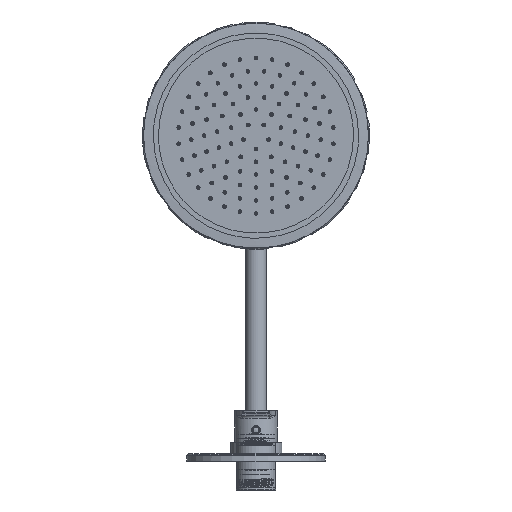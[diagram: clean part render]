
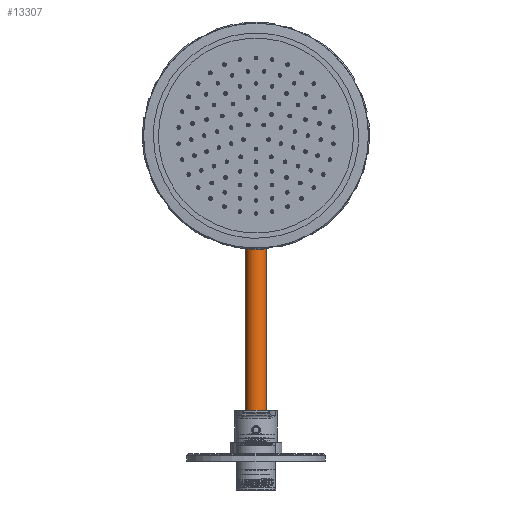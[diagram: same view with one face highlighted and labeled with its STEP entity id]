
A CAD part, front view. The second image highlights one B-rep face of the part: STEP entity #13307.
In plain terms, the highlighted cylindrical face has radius 11 mm (diameter 22 mm), a full revolution.
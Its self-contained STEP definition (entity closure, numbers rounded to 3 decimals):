
#1052 = CARTESIAN_POINT ( 'NONE',  ( -11., 1091., 50. ) ) ;
#1166 = EDGE_LOOP ( 'NONE', ( #6296 ) ) ;
#3140 = EDGE_CURVE ( 'NONE', #13405, #13405, #16305, .T. ) ;
#5098 = CARTESIAN_POINT ( 'NONE',  ( 11., 1091., 333.5 ) ) ;
#5940 = CARTESIAN_POINT ( 'NONE',  ( 0., 1091., 50. ) ) ;
#6296 = ORIENTED_EDGE ( 'NONE', *, *, #18109, .F. ) ;
#6783 = CIRCLE ( 'NONE', #15987, 11. ) ;
#8515 = DIRECTION ( 'NONE',  ( -1., 0., 0. ) ) ;
#8556 = ORIENTED_EDGE ( 'NONE', *, *, #3140, .F. ) ;
#8700 = DIRECTION ( 'NONE',  ( 0., 0., -1. ) ) ;
#8802 = DIRECTION ( 'NONE',  ( -1., 0., 0. ) ) ;
#9176 = AXIS2_PLACEMENT_3D ( 'NONE', #10192, #13049, #8802 ) ;
#10192 = CARTESIAN_POINT ( 'NONE',  ( 0., 1091., 333.5 ) ) ;
#10204 = FACE_OUTER_BOUND ( 'NONE', #1166, .T. ) ;
#10936 = EDGE_LOOP ( 'NONE', ( #8556 ) ) ;
#11529 = CYLINDRICAL_SURFACE ( 'NONE', #9176, 11. ) ;
#12499 = CARTESIAN_POINT ( 'NONE',  ( 0., 1091., 333.5 ) ) ;
#13049 = DIRECTION ( 'NONE',  ( 0., 0., -1. ) ) ;
#13299 = AXIS2_PLACEMENT_3D ( 'NONE', #12499, #15556, #15609 ) ;
#13307 = ADVANCED_FACE ( 'NONE', ( #10204, #15335 ), #11529, .T. ) ;
#13405 = VERTEX_POINT ( 'NONE', #5098 ) ;
#15335 = FACE_OUTER_BOUND ( 'NONE', #10936, .T. ) ;
#15556 = DIRECTION ( 'NONE',  ( 0., 0., 1. ) ) ;
#15609 = DIRECTION ( 'NONE',  ( 1., 0., 0. ) ) ;
#15987 = AXIS2_PLACEMENT_3D ( 'NONE', #5940, #8700, #8515 ) ;
#16305 = CIRCLE ( 'NONE', #13299, 11. ) ;
#16390 = VERTEX_POINT ( 'NONE', #1052 ) ;
#18109 = EDGE_CURVE ( 'NONE', #16390, #16390, #6783, .T. ) ;
